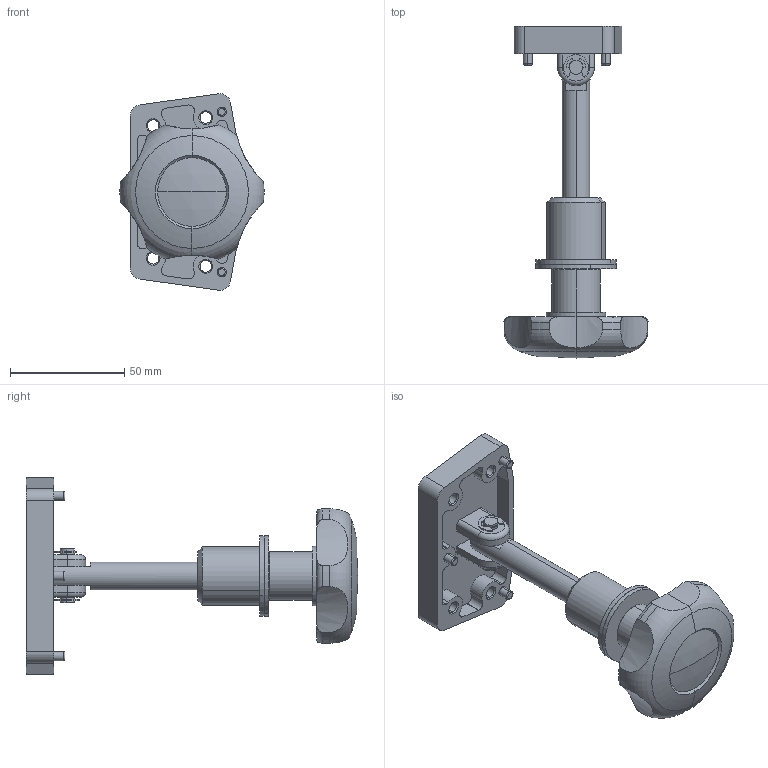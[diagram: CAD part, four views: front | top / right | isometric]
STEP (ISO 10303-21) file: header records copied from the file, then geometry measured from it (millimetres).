
FILE_DESCRIPTION (( 'STEP AP203' ), '1' );
FILE_NAME ('FA-601S-5-1.STEP', '2020-08-24T04:57:29', ( '' ), ( '' ), 'SwSTEP 2.0', 'SolidWorks 2018', '' );
FILE_SCHEMA (( 'CONFIG_CONTROL_DESIGN' ));
Length unit declared in the file: millimetre
Products named in the file (8): FA-601S-5-1; FA-601S-5_連結棒__FA-601S-5-1; FA-601S-5_ピン_; FA-601S-5_ベース; FA-601S-5_E形止め輪ver1.00__E形止め輪 呼び5(SUS); FA-601S-5_ノブ; FA-601S-5_ワッシャー; FA-601S-5_キャップ
Assembly tree (7 placements, depth 2):
  FA-601S-5-1
    FA-601S-5_ベース
    FA-601S-5_ワッシャー
    FA-601S-5_ノブ
    FA-601S-5_キャップ
    FA-601S-5_ピン_
    FA-601S-5_E形止め輪ver1.00__E形止め輪 呼び5(SUS)
    FA-601S-5_連結棒__FA-601S-5-1
Bounding box: 62.95 x 145 x 85.89 mm (x, y, z)
Volume: 103454 mm3; surface area: 36626.2 mm2
Topology: 7 solids, 7 shells, 217 faces, 528 edges, 337 vertices
Faces by surface type: cylinder 112, plane 55, cone 30, torus 18, sphere 2
Entity records: 7765 total; most frequent: CARTESIAN_POINT 1586, DIRECTION 1235, ORIENTED_EDGE 1052, EDGE_CURVE 526, AXIS2_PLACEMENT_3D 506, VERTEX_POINT 337, CIRCLE 279, EDGE_LOOP 249
